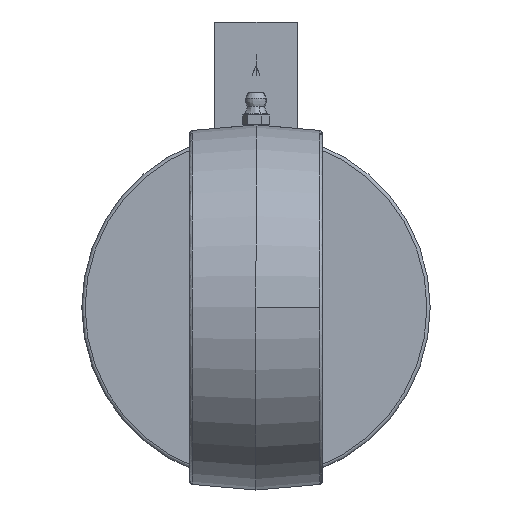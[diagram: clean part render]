
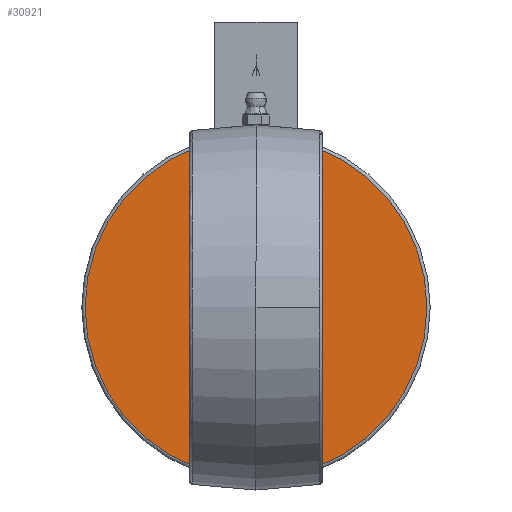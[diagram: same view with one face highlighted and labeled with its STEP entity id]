
A CAD part, left-side view. The second image highlights one B-rep face of the part: STEP entity #30921.
In plain terms, the highlighted planar face has unit normal (-1, 0, 0).
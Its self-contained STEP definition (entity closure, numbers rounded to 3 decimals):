
#131 = CARTESIAN_POINT ( 'NONE',  ( -13., 0., 51.5 ) ) ;
#597 = AXIS2_PLACEMENT_3D ( 'NONE', #30334, #33183, #12228 ) ;
#804 = DIRECTION ( 'NONE',  ( -1., 0., 0. ) ) ;
#1591 = EDGE_CURVE ( 'NONE', #7484, #29099, #11342, .T. ) ;
#3557 = CARTESIAN_POINT ( 'NONE',  ( -13., 0., 0. ) ) ;
#3653 = EDGE_CURVE ( 'NONE', #29099, #7484, #25004, .T. ) ;
#7484 = VERTEX_POINT ( 'NONE', #18139 ) ;
#8424 = CARTESIAN_POINT ( 'NONE',  ( -13., 0., 0. ) ) ;
#9995 = FACE_OUTER_BOUND ( 'NONE', #17875, .T. ) ;
#10175 = ORIENTED_EDGE ( 'NONE', *, *, #1591, .T. ) ;
#10534 = AXIS2_PLACEMENT_3D ( 'NONE', #8424, #804, #10955 ) ;
#10955 = DIRECTION ( 'NONE',  ( 0., 0., 1. ) ) ;
#11342 = CIRCLE ( 'NONE', #27399, 51.5 ) ;
#12228 = DIRECTION ( 'NONE',  ( 0., 0., 1. ) ) ;
#17875 = EDGE_LOOP ( 'NONE', ( #19405, #10175 ) ) ;
#18139 = CARTESIAN_POINT ( 'NONE',  ( -13., 0., -51.5 ) ) ;
#19405 = ORIENTED_EDGE ( 'NONE', *, *, #3653, .T. ) ;
#21876 = DIRECTION ( 'NONE',  ( 0., 0., 1. ) ) ;
#23097 = PLANE ( 'NONE',  #597 ) ;
#25004 = CIRCLE ( 'NONE', #10534, 51.5 ) ;
#27399 = AXIS2_PLACEMENT_3D ( 'NONE', #3557, #31800, #21876 ) ;
#29099 = VERTEX_POINT ( 'NONE', #131 ) ;
#30334 = CARTESIAN_POINT ( 'NONE',  ( -13., 0., 51.5 ) ) ;
#30921 = ADVANCED_FACE ( 'NONE', ( #9995 ), #23097, .T. ) ;
#31800 = DIRECTION ( 'NONE',  ( -1., 0., 0. ) ) ;
#33183 = DIRECTION ( 'NONE',  ( -1., 0., 0. ) ) ;
